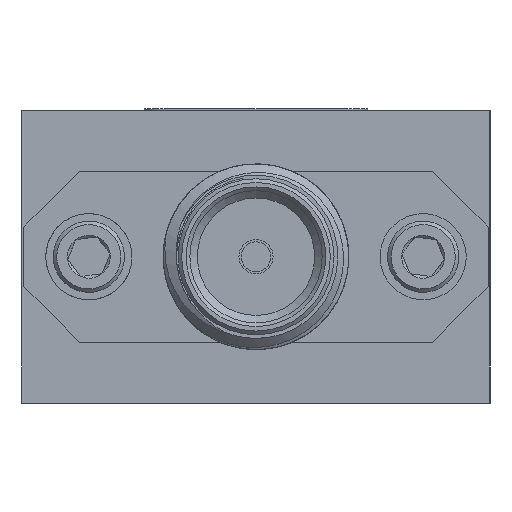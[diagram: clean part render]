
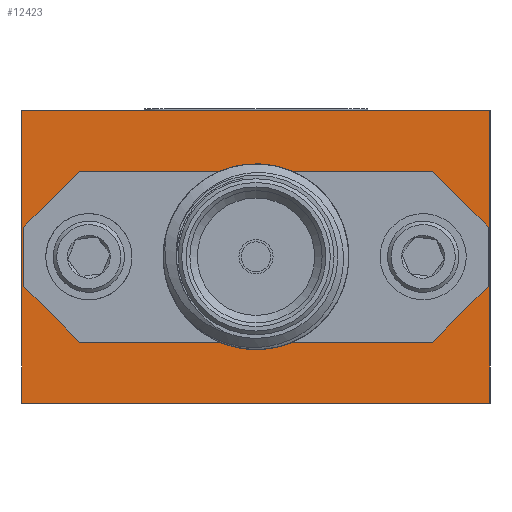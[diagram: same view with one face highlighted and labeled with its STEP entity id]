
A CAD part, left-side view. The second image highlights one B-rep face of the part: STEP entity #12423.
In plain terms, the highlighted planar face has unit normal (-1, 0, 0).
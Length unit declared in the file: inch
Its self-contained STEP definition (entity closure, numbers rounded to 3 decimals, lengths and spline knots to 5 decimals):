
#50 = VECTOR ( 'NONE', #12726, 39.37008 ) ;
#146 = DIRECTION ( 'NONE',  ( 0., -0.707, -0.707 ) ) ;
#259 = EDGE_CURVE ( 'NONE', #963, #2119, #1495, .T. ) ;
#495 = CARTESIAN_POINT ( 'NONE',  ( -0.394, -0.3125, 0.115 ) ) ;
#597 = EDGE_LOOP ( 'NONE', ( #8889, #8235, #783, #12458 ) ) ;
#783 = ORIENTED_EDGE ( 'NONE', *, *, #6125, .F. ) ;
#963 = VERTEX_POINT ( 'NONE', #7717 ) ;
#1088 = DIRECTION ( 'NONE',  ( 0., -1., 0. ) ) ;
#1161 = VERTEX_POINT ( 'NONE', #12460 ) ;
#1381 = VECTOR ( 'NONE', #1088, 39.37008 ) ;
#1495 = LINE ( 'NONE', #9097, #14248 ) ;
#1742 = LINE ( 'NONE', #495, #12539 ) ;
#1750 = VECTOR ( 'NONE', #6277, 39.37008 ) ;
#2086 = VECTOR ( 'NONE', #4646, 39.37008 ) ;
#2119 = VERTEX_POINT ( 'NONE', #10422 ) ;
#2129 = CARTESIAN_POINT ( 'NONE',  ( -0.394, -0.2375, 0.115 ) ) ;
#2198 = VERTEX_POINT ( 'NONE', #7593 ) ;
#2458 = EDGE_CURVE ( 'NONE', #11521, #13474, #5160, .T. ) ;
#2701 = DIRECTION ( 'NONE',  ( 0., 0.707, -0.707 ) ) ;
#3278 = EDGE_CURVE ( 'NONE', #11201, #4183, #9087, .T. ) ;
#3407 = CARTESIAN_POINT ( 'NONE',  ( -0.394, 0.3125, 0.115 ) ) ;
#3426 = ORIENTED_EDGE ( 'NONE', *, *, #8431, .F. ) ;
#3578 = CARTESIAN_POINT ( 'NONE',  ( -0.394, -0.3125, 0.115 ) ) ;
#3585 = VECTOR ( 'NONE', #6101, 39.37008 ) ;
#3726 = CARTESIAN_POINT ( 'NONE',  ( -0.394, 0.17625, -0.17625 ) ) ;
#3728 = VERTEX_POINT ( 'NONE', #13977 ) ;
#3778 = VERTEX_POINT ( 'NONE', #10890 ) ;
#3851 = LINE ( 'NONE', #12434, #3585 ) ;
#3930 = VECTOR ( 'NONE', #11562, 39.37008 ) ;
#4183 = VERTEX_POINT ( 'NONE', #10532 ) ;
#4210 = CARTESIAN_POINT ( 'NONE',  ( -0.394, -0.315, 0.197 ) ) ;
#4550 = ORIENTED_EDGE ( 'NONE', *, *, #3278, .T. ) ;
#4646 = DIRECTION ( 'NONE',  ( 0., 0., -1. ) ) ;
#5160 = LINE ( 'NONE', #9574, #50 ) ;
#5290 = EDGE_CURVE ( 'NONE', #3728, #2198, #9362, .T. ) ;
#5544 = VECTOR ( 'NONE', #2701, 39.37008 ) ;
#5614 = LINE ( 'NONE', #3578, #13239 ) ;
#5631 = VECTOR ( 'NONE', #12383, 39.37008 ) ;
#5704 = DIRECTION ( 'NONE',  ( 0., -0.707, 0.707 ) ) ;
#5779 = EDGE_CURVE ( 'NONE', #13474, #12286, #6604, .T. ) ;
#5809 = EDGE_CURVE ( 'NONE', #963, #4183, #10000, .T. ) ;
#5924 = EDGE_CURVE ( 'NONE', #12012, #1161, #10075, .T. ) ;
#6101 = DIRECTION ( 'NONE',  ( 0., -1., 0. ) ) ;
#6125 = EDGE_CURVE ( 'NONE', #11521, #3778, #12642, .T. ) ;
#6277 = DIRECTION ( 'NONE',  ( 0., 0., -1. ) ) ;
#6604 = LINE ( 'NONE', #8773, #1381 ) ;
#7179 = CARTESIAN_POINT ( 'NONE',  ( -0.394, -0.315, 0.197 ) ) ;
#7593 = CARTESIAN_POINT ( 'NONE',  ( -0.394, -0.2375, -0.115 ) ) ;
#7639 = CARTESIAN_POINT ( 'NONE',  ( -0.394, -0.315, 0.197 ) ) ;
#7717 = CARTESIAN_POINT ( 'NONE',  ( -0.394, 0.3125, 0.04 ) ) ;
#7856 = VECTOR ( 'NONE', #146, 39.37008 ) ;
#8112 = DIRECTION ( 'NONE',  ( 0., 0., 1. ) ) ;
#8235 = ORIENTED_EDGE ( 'NONE', *, *, #9324, .F. ) ;
#8431 = EDGE_CURVE ( 'NONE', #12012, #2119, #5614, .T. ) ;
#8773 = CARTESIAN_POINT ( 'NONE',  ( -0.394, -0.315, -0.197 ) ) ;
#8783 = EDGE_CURVE ( 'NONE', #11201, #2198, #3851, .T. ) ;
#8889 = ORIENTED_EDGE ( 'NONE', *, *, #5779, .T. ) ;
#9087 = LINE ( 'NONE', #3726, #5631 ) ;
#9097 = CARTESIAN_POINT ( 'NONE',  ( -0.394, 0.17625, 0.17625 ) ) ;
#9149 = CARTESIAN_POINT ( 'NONE',  ( -0.394, -0.17625, -0.17625 ) ) ;
#9324 = EDGE_CURVE ( 'NONE', #3778, #12286, #14103, .T. ) ;
#9362 = LINE ( 'NONE', #9149, #5544 ) ;
#9572 = ORIENTED_EDGE ( 'NONE', *, *, #5290, .T. ) ;
#9574 = CARTESIAN_POINT ( 'NONE',  ( -0.394, 0.315, 0.197 ) ) ;
#9877 = ORIENTED_EDGE ( 'NONE', *, *, #8783, .F. ) ;
#10000 = LINE ( 'NONE', #3407, #2086 ) ;
#10075 = LINE ( 'NONE', #10932, #7856 ) ;
#10422 = CARTESIAN_POINT ( 'NONE',  ( -0.394, 0.2375, 0.115 ) ) ;
#10532 = CARTESIAN_POINT ( 'NONE',  ( -0.394, 0.3125, -0.04 ) ) ;
#10727 = AXIS2_PLACEMENT_3D ( 'NONE', #4210, #14150, #13073 ) ;
#10758 = ORIENTED_EDGE ( 'NONE', *, *, #12684, .F. ) ;
#10890 = CARTESIAN_POINT ( 'NONE',  ( -0.394, -0.315, 0.197 ) ) ;
#10932 = CARTESIAN_POINT ( 'NONE',  ( -0.394, -0.17625, 0.17625 ) ) ;
#11201 = VERTEX_POINT ( 'NONE', #13107 ) ;
#11295 = DIRECTION ( 'NONE',  ( 0., 1., 0. ) ) ;
#11328 = CARTESIAN_POINT ( 'NONE',  ( -0.394, 0.315, 0.197 ) ) ;
#11521 = VERTEX_POINT ( 'NONE', #11328 ) ;
#11562 = DIRECTION ( 'NONE',  ( 0., -1., 0. ) ) ;
#11821 = CARTESIAN_POINT ( 'NONE',  ( -0.394, 0.315, -0.197 ) ) ;
#11850 = PLANE ( 'NONE',  #10727 ) ;
#11993 = FACE_BOUND ( 'NONE', #13950, .T. ) ;
#12012 = VERTEX_POINT ( 'NONE', #2129 ) ;
#12286 = VERTEX_POINT ( 'NONE', #13792 ) ;
#12337 = ORIENTED_EDGE ( 'NONE', *, *, #5924, .T. ) ;
#12383 = DIRECTION ( 'NONE',  ( 0., 0.707, 0.707 ) ) ;
#12423 = ADVANCED_FACE ( 'NONE', ( #11993, #13138 ), #11850, .F. ) ;
#12434 = CARTESIAN_POINT ( 'NONE',  ( -0.394, -0.3125, -0.115 ) ) ;
#12458 = ORIENTED_EDGE ( 'NONE', *, *, #2458, .T. ) ;
#12460 = CARTESIAN_POINT ( 'NONE',  ( -0.394, -0.3125, 0.04 ) ) ;
#12539 = VECTOR ( 'NONE', #8112, 39.37008 ) ;
#12642 = LINE ( 'NONE', #7179, #3930 ) ;
#12684 = EDGE_CURVE ( 'NONE', #3728, #1161, #1742, .T. ) ;
#12726 = DIRECTION ( 'NONE',  ( 0., 0., -1. ) ) ;
#13073 = DIRECTION ( 'NONE',  ( 0., 0., -1. ) ) ;
#13107 = CARTESIAN_POINT ( 'NONE',  ( -0.394, 0.2375, -0.115 ) ) ;
#13138 = FACE_OUTER_BOUND ( 'NONE', #597, .T. ) ;
#13239 = VECTOR ( 'NONE', #11295, 39.37008 ) ;
#13474 = VERTEX_POINT ( 'NONE', #11821 ) ;
#13760 = ORIENTED_EDGE ( 'NONE', *, *, #259, .T. ) ;
#13792 = CARTESIAN_POINT ( 'NONE',  ( -0.394, -0.315, -0.197 ) ) ;
#13950 = EDGE_LOOP ( 'NONE', ( #3426, #12337, #10758, #9572, #9877, #4550, #14032, #13760 ) ) ;
#13977 = CARTESIAN_POINT ( 'NONE',  ( -0.394, -0.3125, -0.04 ) ) ;
#14032 = ORIENTED_EDGE ( 'NONE', *, *, #5809, .F. ) ;
#14103 = LINE ( 'NONE', #7639, #1750 ) ;
#14150 = DIRECTION ( 'NONE',  ( 1., 0., 0. ) ) ;
#14248 = VECTOR ( 'NONE', #5704, 39.37008 ) ;
